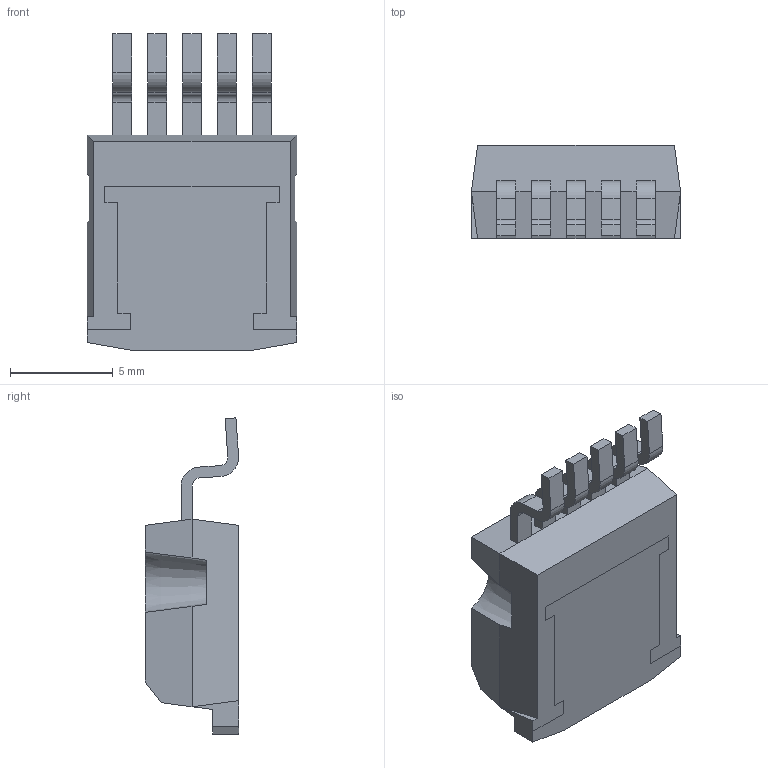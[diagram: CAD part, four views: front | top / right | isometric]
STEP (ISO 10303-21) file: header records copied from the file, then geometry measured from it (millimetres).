
FILE_DESCRIPTION (( 'STEP AP214' ), '1' );
FILE_NAME ('3B8BAF63-9D43-4FF8-A388-6B1237B15B40.STEP', '2022-10-19T06:09:14', ( '' ), ( '' ), 'SwSTEP 2.0', 'SolidWorks 2022', '' );
FILE_SCHEMA (( 'AUTOMOTIVE_DESIGN' ));
Length unit declared in the file: millimetre
Products named in the file (1): 3B8BAF63-9D43-4FF8-A388-6B1237B15B40
Bounding box: 10.2 x 4.55 x 15.43 mm (x, y, z)
Volume: 418.3 mm3; surface area: 465.1 mm2
Topology: 1 solids, 1 shells, 90 faces, 260 edges, 172 vertices
Faces by surface type: plane 68, cylinder 20, cone 2
Entity records: 3154 total; most frequent: CARTESIAN_POINT 547, ORIENTED_EDGE 520, DIRECTION 478, EDGE_CURVE 260, LINE 208, VECTOR 208, VERTEX_POINT 172, AXIS2_PLACEMENT_3D 135
